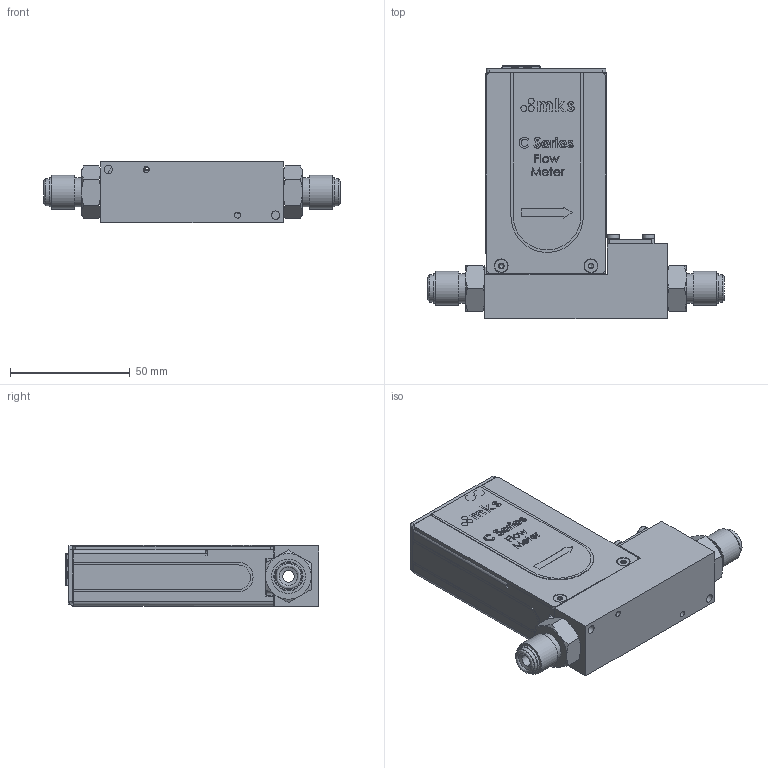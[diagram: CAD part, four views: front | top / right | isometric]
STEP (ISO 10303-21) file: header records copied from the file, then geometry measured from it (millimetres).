
FILE_DESCRIPTION (( 'STEP AP214' ), '1' );
FILE_NAME ('C-series_modbus_4vcr_std_size_MFM.STEP', '2019-03-20T15:25:24', ( '' ), ( '' ), 'SwSTEP 2.0', 'SolidWorks 2015', '' );
FILE_SCHEMA (( 'AUTOMOTIVE_DESIGN' ));
Length unit declared in the file: inch
Products named in the file (1): C-series_modbus_4vcr_std_size_MFM
Bounding box: 123.96 x 105.99 x 25.67 mm (x, y, z)
Surface area: 42531.9 mm2 (no closed solid volume)
Topology: 0 solids, 56 shells, 707 faces, 3452 edges, 2745 vertices
Faces by surface type: plane 397, cylinder 178, bspline 72, cone 52, torus 8
Full cylindrical faces by diameter (mm): 1.194 x3, 1.524 x2, 1.702 x1, 2.5 x2, 3.454 x2, 3.8 x1, 4.826 x2, 5 x4, 5.563 x1, 6.071 x1, 11.379 x2, 12.192 x4, 14.252 x2
Entity records: 51545 total; most frequent: CARTESIAN_POINT 17080, ORIENTED_EDGE 4659, DIRECTION 4450, EDGE_CURVE 3394, VERTEX_POINT 2735, VECTOR 2246, LINE 2246, AXIS2_PLACEMENT_3D 1102
